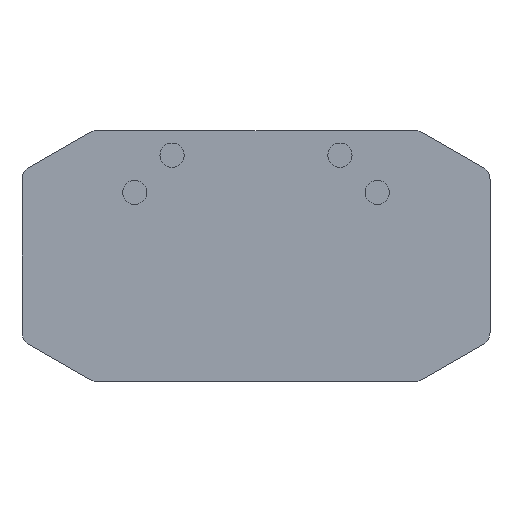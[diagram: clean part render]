
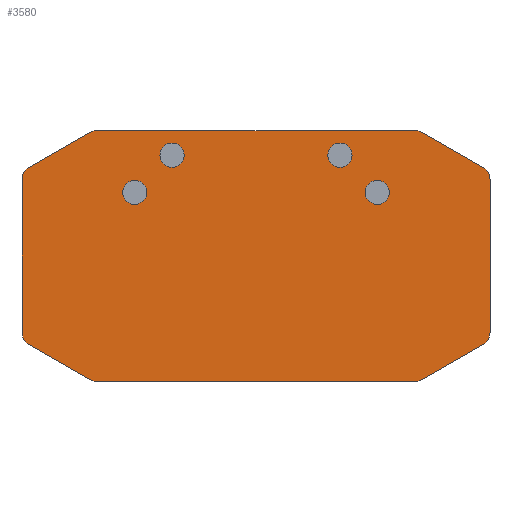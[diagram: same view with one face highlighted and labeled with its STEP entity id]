
A CAD part, front view. The second image highlights one B-rep face of the part: STEP entity #3580.
In plain terms, the highlighted planar face has unit normal (0, -1, 0).
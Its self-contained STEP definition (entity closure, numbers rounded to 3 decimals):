
#882=FACE_BOUND('',#1218,.T.);
#883=FACE_BOUND('',#1219,.T.);
#884=FACE_BOUND('',#1220,.T.);
#885=FACE_BOUND('',#1221,.T.);
#946=PLANE('',#3828);
#1060=FACE_OUTER_BOUND('',#1217,.T.);
#1217=EDGE_LOOP('',(#2889,#2890,#2891,#2892,#2893,#2894,#2895,#2896,#2897,
#2898,#2899,#2900,#2901,#2902,#2903,#2904));
#1218=EDGE_LOOP('',(#2905));
#1219=EDGE_LOOP('',(#2906));
#1220=EDGE_LOOP('',(#2907));
#1221=EDGE_LOOP('',(#2908));
#1379=LINE('',#5459,#1641);
#1392=LINE('',#5502,#1654);
#1393=LINE('',#5506,#1655);
#1394=LINE('',#5510,#1656);
#1395=LINE('',#5514,#1657);
#1396=LINE('',#5518,#1658);
#1397=LINE('',#5523,#1659);
#1398=LINE('',#5526,#1660);
#1641=VECTOR('',#4350,10.);
#1654=VECTOR('',#4377,10.);
#1655=VECTOR('',#4380,10.);
#1656=VECTOR('',#4383,10.);
#1657=VECTOR('',#4386,10.);
#1658=VECTOR('',#4389,10.);
#1659=VECTOR('',#4394,10.);
#1660=VECTOR('',#4397,10.);
#1856=CIRCLE('',#3737,2.073);
#1858=CIRCLE('',#3741,2.073);
#1860=CIRCLE('',#3745,2.073);
#1862=CIRCLE('',#3749,2.073);
#1904=CIRCLE('',#3829,2.5);
#1905=CIRCLE('',#3830,2.5);
#1906=CIRCLE('',#3831,2.5);
#1907=CIRCLE('',#3832,2.5);
#1908=CIRCLE('',#3833,2.5);
#1909=CIRCLE('',#3834,2.5);
#1910=CIRCLE('',#3835,2.5);
#1911=CIRCLE('',#3836,2.5);
#2054=VERTEX_POINT('',#5172);
#2056=VERTEX_POINT('',#5179);
#2058=VERTEX_POINT('',#5186);
#2060=VERTEX_POINT('',#5193);
#2114=VERTEX_POINT('',#5456);
#2115=VERTEX_POINT('',#5458);
#2126=VERTEX_POINT('',#5498);
#2127=VERTEX_POINT('',#5499);
#2128=VERTEX_POINT('',#5501);
#2129=VERTEX_POINT('',#5503);
#2130=VERTEX_POINT('',#5505);
#2131=VERTEX_POINT('',#5507);
#2132=VERTEX_POINT('',#5509);
#2133=VERTEX_POINT('',#5511);
#2134=VERTEX_POINT('',#5513);
#2135=VERTEX_POINT('',#5515);
#2136=VERTEX_POINT('',#5517);
#2137=VERTEX_POINT('',#5520);
#2138=VERTEX_POINT('',#5522);
#2139=VERTEX_POINT('',#5524);
#2300=EDGE_CURVE('',#2054,#2054,#1856,.T.);
#2303=EDGE_CURVE('',#2056,#2056,#1858,.T.);
#2306=EDGE_CURVE('',#2058,#2058,#1860,.T.);
#2309=EDGE_CURVE('',#2060,#2060,#1862,.T.);
#2400=EDGE_CURVE('',#2114,#2115,#1379,.T.);
#2415=EDGE_CURVE('',#2126,#2127,#1904,.T.);
#2416=EDGE_CURVE('',#2128,#2126,#1392,.T.);
#2417=EDGE_CURVE('',#2129,#2128,#1905,.T.);
#2418=EDGE_CURVE('',#2130,#2129,#1393,.T.);
#2419=EDGE_CURVE('',#2131,#2130,#1906,.T.);
#2420=EDGE_CURVE('',#2132,#2131,#1394,.T.);
#2421=EDGE_CURVE('',#2133,#2132,#1907,.T.);
#2422=EDGE_CURVE('',#2134,#2133,#1395,.T.);
#2423=EDGE_CURVE('',#2135,#2134,#1908,.T.);
#2424=EDGE_CURVE('',#2136,#2135,#1396,.T.);
#2425=EDGE_CURVE('',#2115,#2136,#1909,.T.);
#2426=EDGE_CURVE('',#2137,#2114,#1910,.T.);
#2427=EDGE_CURVE('',#2138,#2137,#1397,.T.);
#2428=EDGE_CURVE('',#2139,#2138,#1911,.T.);
#2429=EDGE_CURVE('',#2127,#2139,#1398,.T.);
#2889=ORIENTED_EDGE('',*,*,#2415,.F.);
#2890=ORIENTED_EDGE('',*,*,#2416,.F.);
#2891=ORIENTED_EDGE('',*,*,#2417,.F.);
#2892=ORIENTED_EDGE('',*,*,#2418,.F.);
#2893=ORIENTED_EDGE('',*,*,#2419,.F.);
#2894=ORIENTED_EDGE('',*,*,#2420,.F.);
#2895=ORIENTED_EDGE('',*,*,#2421,.F.);
#2896=ORIENTED_EDGE('',*,*,#2422,.F.);
#2897=ORIENTED_EDGE('',*,*,#2423,.F.);
#2898=ORIENTED_EDGE('',*,*,#2424,.F.);
#2899=ORIENTED_EDGE('',*,*,#2425,.F.);
#2900=ORIENTED_EDGE('',*,*,#2400,.F.);
#2901=ORIENTED_EDGE('',*,*,#2426,.F.);
#2902=ORIENTED_EDGE('',*,*,#2427,.F.);
#2903=ORIENTED_EDGE('',*,*,#2428,.F.);
#2904=ORIENTED_EDGE('',*,*,#2429,.F.);
#2905=ORIENTED_EDGE('',*,*,#2300,.T.);
#2906=ORIENTED_EDGE('',*,*,#2303,.T.);
#2907=ORIENTED_EDGE('',*,*,#2306,.T.);
#2908=ORIENTED_EDGE('',*,*,#2309,.T.);
#3580=ADVANCED_FACE('',(#1060,#882,#883,#884,#885),#946,.F.);
#3737=AXIS2_PLACEMENT_3D('',#5173,#4131,#4132);
#3741=AXIS2_PLACEMENT_3D('',#5180,#4140,#4141);
#3745=AXIS2_PLACEMENT_3D('',#5187,#4149,#4150);
#3749=AXIS2_PLACEMENT_3D('',#5194,#4158,#4159);
#3828=AXIS2_PLACEMENT_3D('',#5497,#4373,#4374);
#3829=AXIS2_PLACEMENT_3D('',#5500,#4375,#4376);
#3830=AXIS2_PLACEMENT_3D('',#5504,#4378,#4379);
#3831=AXIS2_PLACEMENT_3D('',#5508,#4381,#4382);
#3832=AXIS2_PLACEMENT_3D('',#5512,#4384,#4385);
#3833=AXIS2_PLACEMENT_3D('',#5516,#4387,#4388);
#3834=AXIS2_PLACEMENT_3D('',#5519,#4390,#4391);
#3835=AXIS2_PLACEMENT_3D('',#5521,#4392,#4393);
#3836=AXIS2_PLACEMENT_3D('',#5525,#4395,#4396);
#4131=DIRECTION('center_axis',(0.,1.,0.));
#4132=DIRECTION('ref_axis',(1.,0.,0.));
#4140=DIRECTION('center_axis',(0.,1.,0.));
#4141=DIRECTION('ref_axis',(1.,0.,0.));
#4149=DIRECTION('center_axis',(0.,1.,0.));
#4150=DIRECTION('ref_axis',(1.,0.,0.));
#4158=DIRECTION('center_axis',(0.,1.,0.));
#4159=DIRECTION('ref_axis',(1.,0.,0.));
#4350=DIRECTION('',(0.,0.,1.));
#4373=DIRECTION('center_axis',(0.,1.,0.));
#4374=DIRECTION('ref_axis',(0.,0.,1.));
#4375=DIRECTION('center_axis',(0.,1.,0.));
#4376=DIRECTION('ref_axis',(0.259,0.,-0.966));
#4377=DIRECTION('',(-0.866,0.,-0.5));
#4378=DIRECTION('center_axis',(0.,1.,0.));
#4379=DIRECTION('ref_axis',(0.866,0.,-0.5));
#4380=DIRECTION('',(0.,0.,-1.));
#4381=DIRECTION('center_axis',(0.,1.,0.));
#4382=DIRECTION('ref_axis',(0.866,0.,0.5));
#4383=DIRECTION('',(0.866,0.,-0.5));
#4384=DIRECTION('center_axis',(0.,1.,0.));
#4385=DIRECTION('ref_axis',(0.259,0.,0.966));
#4386=DIRECTION('',(1.,0.,0.));
#4387=DIRECTION('center_axis',(0.,1.,0.));
#4388=DIRECTION('ref_axis',(-0.259,0.,0.966));
#4389=DIRECTION('',(0.866,0.,0.5));
#4390=DIRECTION('center_axis',(0.,1.,0.));
#4391=DIRECTION('ref_axis',(-0.866,0.,0.5));
#4392=DIRECTION('center_axis',(0.,1.,0.));
#4393=DIRECTION('ref_axis',(-0.866,0.,-0.5));
#4394=DIRECTION('',(-0.866,0.,0.5));
#4395=DIRECTION('center_axis',(0.,1.,0.));
#4396=DIRECTION('ref_axis',(-0.259,0.,-0.966));
#4397=DIRECTION('',(-1.,0.,0.));
#5172=CARTESIAN_POINT('',(12.328,0.,24.8));
#5173=CARTESIAN_POINT('Origin',(14.4,0.,24.8));
#5179=CARTESIAN_POINT('',(-16.472,0.,24.8));
#5180=CARTESIAN_POINT('Origin',(-14.4,0.,24.8));
#5186=CARTESIAN_POINT('',(18.728,0.,18.4));
#5187=CARTESIAN_POINT('Origin',(20.8,0.,18.4));
#5193=CARTESIAN_POINT('',(-22.872,0.,18.4));
#5194=CARTESIAN_POINT('Origin',(-20.8,0.,18.4));
#5456=CARTESIAN_POINT('',(-40.124,0.,-5.557));
#5458=CARTESIAN_POINT('',(-40.124,0.,20.557));
#5459=CARTESIAN_POINT('',(-40.124,0.,-7.));
#5497=CARTESIAN_POINT('Origin',(0.,0.,0.));
#5498=CARTESIAN_POINT('',(28.58,0.,-13.665));
#5499=CARTESIAN_POINT('',(27.33,0.,-14.));
#5500=CARTESIAN_POINT('Origin',(27.33,0.,-11.5));
#5501=CARTESIAN_POINT('',(38.874,0.,-7.722));
#5502=CARTESIAN_POINT('',(40.124,0.,-7.));
#5503=CARTESIAN_POINT('',(40.124,0.,-5.557));
#5504=CARTESIAN_POINT('Origin',(37.624,0.,-5.557));
#5505=CARTESIAN_POINT('',(40.124,0.,20.557));
#5506=CARTESIAN_POINT('',(40.124,0.,7.));
#5507=CARTESIAN_POINT('',(38.874,0.,22.722));
#5508=CARTESIAN_POINT('Origin',(37.624,0.,20.557));
#5509=CARTESIAN_POINT('',(28.58,0.,28.665));
#5510=CARTESIAN_POINT('',(28.,0.,29.));
#5511=CARTESIAN_POINT('',(27.33,0.,29.));
#5512=CARTESIAN_POINT('Origin',(27.33,0.,26.5));
#5513=CARTESIAN_POINT('',(-27.33,0.,29.));
#5514=CARTESIAN_POINT('',(-28.,0.,29.));
#5515=CARTESIAN_POINT('',(-28.58,0.,28.665));
#5516=CARTESIAN_POINT('Origin',(-27.33,0.,26.5));
#5517=CARTESIAN_POINT('',(-38.874,0.,22.722));
#5518=CARTESIAN_POINT('',(-40.124,0.,22.));
#5519=CARTESIAN_POINT('Origin',(-37.624,0.,20.557));
#5520=CARTESIAN_POINT('',(-38.874,0.,-7.722));
#5521=CARTESIAN_POINT('Origin',(-37.624,0.,-5.557));
#5522=CARTESIAN_POINT('',(-28.58,0.,-13.665));
#5523=CARTESIAN_POINT('',(-28.,0.,-14.));
#5524=CARTESIAN_POINT('',(-27.33,0.,-14.));
#5525=CARTESIAN_POINT('Origin',(-27.33,0.,-11.5));
#5526=CARTESIAN_POINT('',(28.,0.,-14.));
